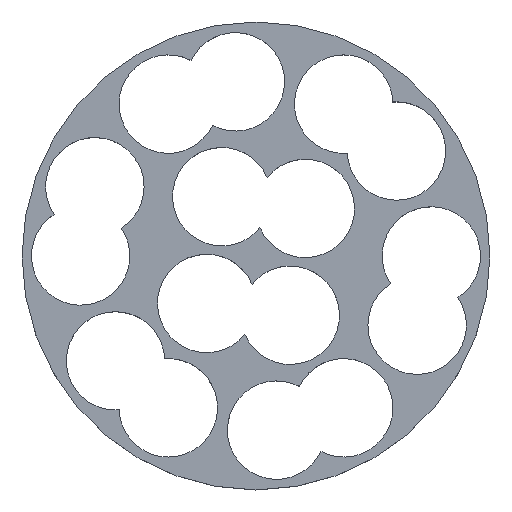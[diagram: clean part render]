
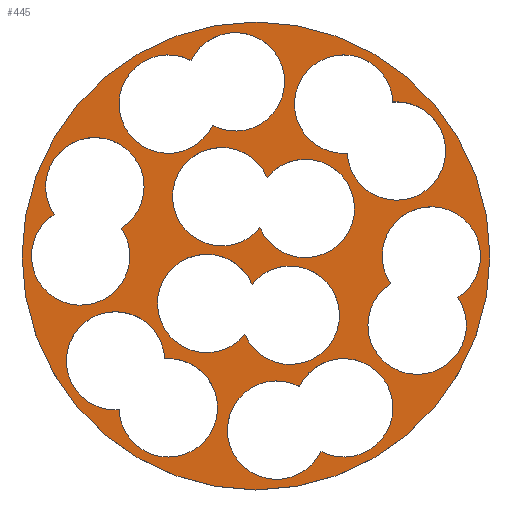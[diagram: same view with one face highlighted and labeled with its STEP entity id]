
A CAD part, top view. The second image highlights one B-rep face of the part: STEP entity #445.
In plain terms, the highlighted planar face has unit normal (0, 0, 1).
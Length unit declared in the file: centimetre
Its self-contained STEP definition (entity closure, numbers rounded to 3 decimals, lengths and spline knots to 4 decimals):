
#104=PLANE('',#498);
#138=VERTEX_POINT('',#622);
#140=VERTEX_POINT('',#627);
#141=VERTEX_POINT('',#628);
#144=VERTEX_POINT('',#639);
#145=VERTEX_POINT('',#640);
#148=VERTEX_POINT('',#651);
#149=VERTEX_POINT('',#652);
#152=VERTEX_POINT('',#663);
#153=VERTEX_POINT('',#664);
#156=VERTEX_POINT('',#675);
#157=VERTEX_POINT('',#676);
#160=VERTEX_POINT('',#687);
#161=VERTEX_POINT('',#688);
#164=VERTEX_POINT('',#699);
#165=VERTEX_POINT('',#700);
#168=VERTEX_POINT('',#711);
#169=VERTEX_POINT('',#712);
#172=CIRCLE('',#448,4.991);
#174=CIRCLE('',#451,1.05);
#176=CIRCLE('',#454,1.05);
#178=CIRCLE('',#457,1.05);
#180=CIRCLE('',#460,1.05);
#182=CIRCLE('',#463,1.05);
#184=CIRCLE('',#466,1.05);
#186=CIRCLE('',#469,1.05);
#188=CIRCLE('',#472,1.05);
#190=CIRCLE('',#475,1.05);
#192=CIRCLE('',#478,1.05);
#194=CIRCLE('',#481,1.05);
#196=CIRCLE('',#484,1.05);
#198=CIRCLE('',#487,1.05);
#200=CIRCLE('',#490,1.05);
#202=CIRCLE('',#493,1.05);
#204=CIRCLE('',#496,1.05);
#206=EDGE_CURVE('',#138,#138,#172,.T.);
#208=EDGE_CURVE('',#140,#141,#174,.T.);
#212=EDGE_CURVE('',#141,#140,#176,.T.);
#214=EDGE_CURVE('',#144,#145,#178,.T.);
#218=EDGE_CURVE('',#145,#144,#180,.T.);
#220=EDGE_CURVE('',#148,#149,#182,.T.);
#224=EDGE_CURVE('',#149,#148,#184,.T.);
#226=EDGE_CURVE('',#152,#153,#186,.T.);
#230=EDGE_CURVE('',#153,#152,#188,.T.);
#232=EDGE_CURVE('',#156,#157,#190,.T.);
#236=EDGE_CURVE('',#157,#156,#192,.T.);
#238=EDGE_CURVE('',#160,#161,#194,.T.);
#242=EDGE_CURVE('',#161,#160,#196,.T.);
#244=EDGE_CURVE('',#164,#165,#198,.T.);
#248=EDGE_CURVE('',#165,#164,#200,.T.);
#250=EDGE_CURVE('',#168,#169,#202,.T.);
#254=EDGE_CURVE('',#169,#168,#204,.T.);
#322=ORIENTED_EDGE('',*,*,#250,.F.);
#323=ORIENTED_EDGE('',*,*,#254,.F.);
#324=ORIENTED_EDGE('',*,*,#244,.F.);
#325=ORIENTED_EDGE('',*,*,#248,.F.);
#326=ORIENTED_EDGE('',*,*,#238,.F.);
#327=ORIENTED_EDGE('',*,*,#242,.F.);
#328=ORIENTED_EDGE('',*,*,#232,.F.);
#329=ORIENTED_EDGE('',*,*,#236,.F.);
#330=ORIENTED_EDGE('',*,*,#226,.F.);
#331=ORIENTED_EDGE('',*,*,#230,.F.);
#332=ORIENTED_EDGE('',*,*,#220,.F.);
#333=ORIENTED_EDGE('',*,*,#224,.F.);
#334=ORIENTED_EDGE('',*,*,#214,.F.);
#335=ORIENTED_EDGE('',*,*,#218,.F.);
#336=ORIENTED_EDGE('',*,*,#208,.F.);
#337=ORIENTED_EDGE('',*,*,#212,.F.);
#338=ORIENTED_EDGE('',*,*,#206,.F.);
#374=EDGE_LOOP('',(#322,#323));
#375=EDGE_LOOP('',(#324,#325));
#376=EDGE_LOOP('',(#326,#327));
#377=EDGE_LOOP('',(#328,#329));
#378=EDGE_LOOP('',(#330,#331));
#379=EDGE_LOOP('',(#332,#333));
#380=EDGE_LOOP('',(#334,#335));
#381=EDGE_LOOP('',(#336,#337));
#382=EDGE_LOOP('',(#338));
#410=FACE_BOUND('',#374,.T.);
#411=FACE_BOUND('',#375,.T.);
#412=FACE_BOUND('',#376,.T.);
#413=FACE_BOUND('',#377,.T.);
#414=FACE_BOUND('',#378,.T.);
#415=FACE_BOUND('',#379,.T.);
#416=FACE_BOUND('',#380,.T.);
#417=FACE_BOUND('',#381,.T.);
#418=FACE_BOUND('',#382,.T.);
#445=ADVANCED_FACE('',(#410,#411,#412,#413,#414,#415,#416,#417,#418),#104,
 .T.);
#448=AXIS2_PLACEMENT_3D('',#621,#502,#503);
#451=AXIS2_PLACEMENT_3D('',#626,#508,#509);
#454=AXIS2_PLACEMENT_3D('',#635,#516,#517);
#457=AXIS2_PLACEMENT_3D('',#638,#522,#523);
#460=AXIS2_PLACEMENT_3D('',#647,#530,#531);
#463=AXIS2_PLACEMENT_3D('',#650,#536,#537);
#466=AXIS2_PLACEMENT_3D('',#659,#544,#545);
#469=AXIS2_PLACEMENT_3D('',#662,#550,#551);
#472=AXIS2_PLACEMENT_3D('',#671,#558,#559);
#475=AXIS2_PLACEMENT_3D('',#674,#564,#565);
#478=AXIS2_PLACEMENT_3D('',#683,#572,#573);
#481=AXIS2_PLACEMENT_3D('',#686,#578,#579);
#484=AXIS2_PLACEMENT_3D('',#695,#586,#587);
#487=AXIS2_PLACEMENT_3D('',#698,#592,#593);
#490=AXIS2_PLACEMENT_3D('',#707,#600,#601);
#493=AXIS2_PLACEMENT_3D('',#710,#606,#607);
#496=AXIS2_PLACEMENT_3D('',#719,#614,#615);
#498=AXIS2_PLACEMENT_3D('',#721,#618,$);
#502=DIRECTION('',(0.,0.,-1.));
#503=DIRECTION('',(4.991,0.,0.));
#508=DIRECTION('',(0.,0.,1.));
#509=DIRECTION('',(1.05,0.,0.));
#516=DIRECTION('',(0.,0.,1.));
#517=DIRECTION('',(1.05,0.,0.));
#522=DIRECTION('',(0.,0.,1.));
#523=DIRECTION('',(1.05,0.,0.));
#530=DIRECTION('',(0.,0.,1.));
#531=DIRECTION('',(1.05,0.,0.));
#536=DIRECTION('',(0.,0.,1.));
#537=DIRECTION('',(1.05,0.,0.));
#544=DIRECTION('',(0.,0.,1.));
#545=DIRECTION('',(1.05,0.,0.));
#550=DIRECTION('',(0.,0.,1.));
#551=DIRECTION('',(1.05,0.,0.));
#558=DIRECTION('',(0.,0.,1.));
#559=DIRECTION('',(1.05,0.,0.));
#564=DIRECTION('',(0.,0.,1.));
#565=DIRECTION('',(1.05,0.,0.));
#572=DIRECTION('',(0.,0.,1.));
#573=DIRECTION('',(1.05,0.,0.));
#578=DIRECTION('',(0.,0.,1.));
#579=DIRECTION('',(1.05,0.,0.));
#586=DIRECTION('',(0.,0.,1.));
#587=DIRECTION('',(1.05,0.,0.));
#592=DIRECTION('',(0.,0.,1.));
#593=DIRECTION('',(1.05,0.,0.));
#600=DIRECTION('',(0.,0.,1.));
#601=DIRECTION('',(1.05,0.,0.));
#606=DIRECTION('',(0.,0.,1.));
#607=DIRECTION('',(1.05,0.,0.));
#614=DIRECTION('',(0.,0.,1.));
#615=DIRECTION('',(1.05,0.,0.));
#618=DIRECTION('',(0.,0.,1.));
#621=CARTESIAN_POINT('',(0.,0.,1.));
#622=CARTESIAN_POINT('',(4.991,0.,1.));
#626=CARTESIAN_POINT('',(-2.9973,-2.2386,1.));
#627=CARTESIAN_POINT('',(-1.9483,-2.1927,1.));
#628=CARTESIAN_POINT('',(-2.9195,-3.2857,1.));
#635=CARTESIAN_POINT('',(-1.8705,-3.2398,1.));
#638=CARTESIAN_POINT('',(-1.0509,-1.0132,1.));
#639=CARTESIAN_POINT('',(-0.0848,-0.6019,1.));
#640=CARTESIAN_POINT('',(-0.2362,-1.6756,1.));
#647=CARTESIAN_POINT('',(0.7299,-1.2642,1.));
#650=CARTESIAN_POINT('',(3.741,0.,1.));
#651=CARTESIAN_POINT('',(4.3053,-0.8855,1.));
#652=CARTESIAN_POINT('',(2.8731,-0.5909,1.));
#659=CARTESIAN_POINT('',(3.4373,-1.4765,1.));
#662=CARTESIAN_POINT('',(-0.7299,1.2642,1.));
#663=CARTESIAN_POINT('',(0.2362,1.6756,1.));
#664=CARTESIAN_POINT('',(0.0848,0.6019,1.));
#671=CARTESIAN_POINT('',(1.0509,1.0132,1.));
#674=CARTESIAN_POINT('',(1.8705,3.2398,1.));
#675=CARTESIAN_POINT('',(2.9195,3.2857,1.));
#676=CARTESIAN_POINT('',(1.9483,2.1927,1.));
#683=CARTESIAN_POINT('',(2.9973,2.2386,1.));
#686=CARTESIAN_POINT('',(-0.44,3.7151,1.));
#687=CARTESIAN_POINT('',(-0.9248,2.7837,1.));
#688=CARTESIAN_POINT('',(-1.3858,4.1712,1.));
#695=CARTESIAN_POINT('',(-1.8705,3.2398,1.));
#698=CARTESIAN_POINT('',(-3.741,0.,1.));
#699=CARTESIAN_POINT('',(-4.3053,0.8855,1.));
#700=CARTESIAN_POINT('',(-2.8731,0.5909,1.));
#707=CARTESIAN_POINT('',(-3.4373,1.4765,1.));
#710=CARTESIAN_POINT('',(1.8705,-3.2398,1.));
#711=CARTESIAN_POINT('',(1.3858,-4.1712,1.));
#712=CARTESIAN_POINT('',(0.9248,-2.7837,1.));
#719=CARTESIAN_POINT('',(0.44,-3.7151,1.));
#721=CARTESIAN_POINT('',(0.,0.,1.));
